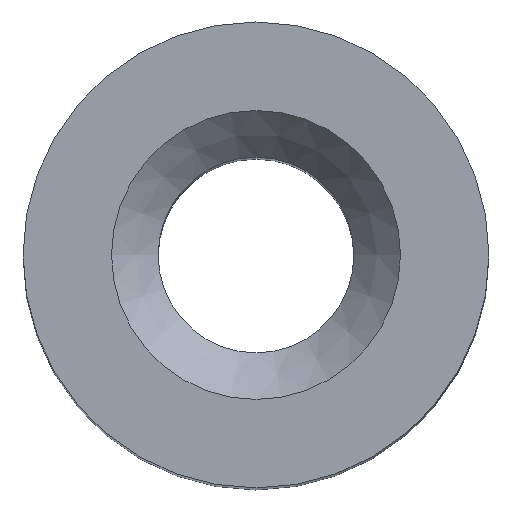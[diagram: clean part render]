
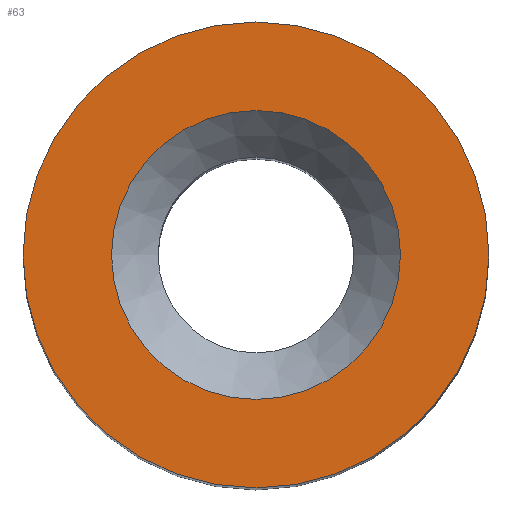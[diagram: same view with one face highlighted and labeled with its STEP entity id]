
A CAD part, top view. The second image highlights one B-rep face of the part: STEP entity #63.
In plain terms, the highlighted planar face has unit normal (0, 0, 1).
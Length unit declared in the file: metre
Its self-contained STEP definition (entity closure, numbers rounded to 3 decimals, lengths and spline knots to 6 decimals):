
#13=PLANE('',#83);
#17=ORIENTED_EDGE('',*,*,#27,.T.);
#18=ORIENTED_EDGE('',*,*,#28,.T.);
#27=EDGE_CURVE('',#32,#32,#37,.F.);
#28=EDGE_CURVE('',#33,#33,#38,.T.);
#32=VERTEX_POINT('',#120);
#33=VERTEX_POINT('',#122);
#37=CIRCLE('',#84,0.00155);
#38=CIRCLE('',#85,0.0025);
#42=EDGE_LOOP('',(#17));
#43=EDGE_LOOP('',(#18));
#52=FACE_BOUND('',#42,.T.);
#53=FACE_BOUND('',#43,.T.);
#63=ADVANCED_FACE('',(#52,#53),#13,.T.);
#83=AXIS2_PLACEMENT_3D('',#118,#98,#99);
#84=AXIS2_PLACEMENT_3D('',#119,#100,#101);
#85=AXIS2_PLACEMENT_3D('',#121,#102,#103);
#98=DIRECTION('',(0.,0.,1.));
#99=DIRECTION('',(1.,0.,0.));
#100=DIRECTION('',(0.,0.,1.));
#101=DIRECTION('',(1.,0.,0.));
#102=DIRECTION('',(0.,0.,1.));
#103=DIRECTION('',(1.,0.,0.));
#118=CARTESIAN_POINT('',(0.,0.000087,0.012671));
#119=CARTESIAN_POINT('',(0.0254,0.006073,0.012671));
#120=CARTESIAN_POINT('',(0.02695,0.006073,0.012671));
#121=CARTESIAN_POINT('',(0.0254,0.006073,0.012671));
#122=CARTESIAN_POINT('',(0.0279,0.006073,0.012671));
